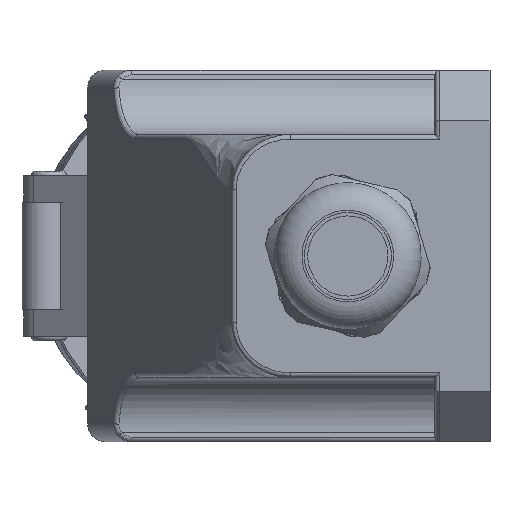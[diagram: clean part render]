
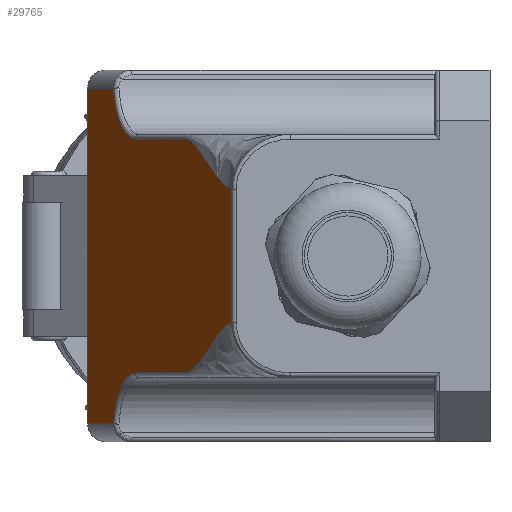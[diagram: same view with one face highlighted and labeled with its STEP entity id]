
A CAD part, left-side view. The second image highlights one B-rep face of the part: STEP entity #29765.
In plain terms, the highlighted planar face has unit normal (-0.369, 0.929, 0).
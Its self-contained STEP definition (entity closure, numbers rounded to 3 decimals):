
#1836 = CARTESIAN_POINT ( 'NONE',  ( 53.638, 77.313, -25.5 ) ) ;
#1924 = VERTEX_POINT ( 'NONE', #26143 ) ;
#2041 = EDGE_CURVE ( 'NONE', #39402, #25647, #4444, .T. ) ;
#2725 = CARTESIAN_POINT ( 'NONE',  ( 64.683, 81.702, -29.867 ) ) ;
#2977 =( BOUNDED_CURVE ( )  B_SPLINE_CURVE ( 3, ( #29758, #40065, #9302, #6607 ),
 .UNSPECIFIED., .F., .F. ) 
 B_SPLINE_CURVE_WITH_KNOTS ( ( 4, 4 ),
 ( 4.712, 6.129 ),
 .UNSPECIFIED. ) 
 CURVE ( )  GEOMETRIC_REPRESENTATION_ITEM ( )  RATIONAL_B_SPLINE_CURVE ( ( 1., 0.84, 0.84, 1. ) ) 
 REPRESENTATION_ITEM ( '' )  );
#4118 = ORIENTED_EDGE ( 'NONE', *, *, #2041, .T. ) ;
#4444 =( BOUNDED_CURVE ( )  B_SPLINE_CURVE ( 3, ( #11956, #2725, #44047, #36447 ),
 .UNSPECIFIED., .F., .F. ) 
 B_SPLINE_CURVE_WITH_KNOTS ( ( 4, 4 ),
 ( 3.296, 4.712 ),
 .UNSPECIFIED. ) 
 CURVE ( )  GEOMETRIC_REPRESENTATION_ITEM ( )  RATIONAL_B_SPLINE_CURVE ( ( 1., 0.84, 0.84, 1. ) ) 
 REPRESENTATION_ITEM ( '' )  );
#4508 = EDGE_CURVE ( 'NONE', #28686, #24621, #16915, .T. ) ;
#5079 = EDGE_CURVE ( 'NONE', #1924, #8178, #2977, .T. ) ;
#6132 = DIRECTION ( 'NONE',  ( 0., 0., -1. ) ) ;
#6444 = EDGE_CURVE ( 'NONE', #9170, #27458, #36887, .T. ) ;
#6607 = CARTESIAN_POINT ( 'NONE',  ( 65.649, 82.085, 36.5 ) ) ;
#6789 = ORIENTED_EDGE ( 'NONE', *, *, #27780, .T. ) ;
#7170 = CARTESIAN_POINT ( 'NONE',  ( 0.631, 56.251, -14.518 ) ) ;
#8077 = CARTESIAN_POINT ( 'NONE',  ( 0., 56., 40.5 ) ) ;
#8178 = VERTEX_POINT ( 'NONE', #21177 ) ;
#9170 = VERTEX_POINT ( 'NONE', #34064 ) ;
#9302 = CARTESIAN_POINT ( 'NONE',  ( 64.683, 81.702, 29.867 ) ) ;
#9507 = CARTESIAN_POINT ( 'NONE',  ( 65.649, 82.085, -36.5 ) ) ;
#9687 = VECTOR ( 'NONE', #34217, 1000. ) ;
#10443 = VECTOR ( 'NONE', #6132, 1000. ) ;
#11956 = CARTESIAN_POINT ( 'NONE',  ( 65.649, 82.085, -36.5 ) ) ;
#12147 = CARTESIAN_POINT ( 'NONE',  ( 18.09, 63.188, -25.5 ) ) ;
#13439 = CARTESIAN_POINT ( 'NONE',  ( 53.638, 77.313, -25.5 ) ) ;
#13509 = EDGE_LOOP ( 'NONE', ( #17944, #15842, #23693, #30268, #23078, #17887, #6789, #4118 ) ) ;
#13613 = EDGE_CURVE ( 'NONE', #24621, #1924, #32570, .T. ) ;
#15122 = VECTOR ( 'NONE', #33094, 1000. ) ;
#15842 = ORIENTED_EDGE ( 'NONE', *, *, #4508, .T. ) ;
#16915 = LINE ( 'NONE', #40935, #9687 ) ;
#17887 = ORIENTED_EDGE ( 'NONE', *, *, #6444, .T. ) ;
#17944 = ORIENTED_EDGE ( 'NONE', *, *, #34391, .T. ) ;
#17949 = PLANE ( 'NONE',  #37693 ) ;
#18834 = CARTESIAN_POINT ( 'NONE',  ( 9.36, 59.719, 15.011 ) ) ;
#19388 = CARTESIAN_POINT ( 'NONE',  ( 0., 56., 36.5 ) ) ;
#20455 = CARTESIAN_POINT ( 'NONE',  ( 79.922, 87.757, 40.5 ) ) ;
#21177 = CARTESIAN_POINT ( 'NONE',  ( 65.649, 82.085, 36.5 ) ) ;
#22206 = CARTESIAN_POINT ( 'NONE',  ( 0.631, 56.251, 14.518 ) ) ;
#22668 = VECTOR ( 'NONE', #22753, 1000. ) ;
#22753 = DIRECTION ( 'NONE',  ( -0.929, -0.369, 0. ) ) ;
#23078 = ORIENTED_EDGE ( 'NONE', *, *, #41903, .T. ) ;
#23693 = ORIENTED_EDGE ( 'NONE', *, *, #13613, .T. ) ;
#24621 = VERTEX_POINT ( 'NONE', #34790 ) ;
#25599 = B_SPLINE_CURVE_WITH_KNOTS ( 'NONE', 3,
 ( #1836, #36219, #39568, #29483, #12147, #32193, #31987 ),
 .UNSPECIFIED., .F., .F.,
 ( 4, 3, 4 ),
 ( -0.13, -0.101, -0.073 ),
 .UNSPECIFIED. ) ;
#25647 = VERTEX_POINT ( 'NONE', #13439 ) ;
#26143 = CARTESIAN_POINT ( 'NONE',  ( 53.638, 77.313, 25.5 ) ) ;
#27458 = VERTEX_POINT ( 'NONE', #41716 ) ;
#27780 = EDGE_CURVE ( 'NONE', #27458, #39402, #36235, .T. ) ;
#28686 = VERTEX_POINT ( 'NONE', #7170 ) ;
#29417 = CARTESIAN_POINT ( 'NONE',  ( 26.819, 66.657, 25.5 ) ) ;
#29483 = CARTESIAN_POINT ( 'NONE',  ( 26.819, 66.657, -25.5 ) ) ;
#29758 = CARTESIAN_POINT ( 'NONE',  ( 53.638, 77.313, 25.5 ) ) ;
#29765 = ADVANCED_FACE ( 'NONE', ( #30973 ), #17949, .F. ) ;
#30268 = ORIENTED_EDGE ( 'NONE', *, *, #5079, .T. ) ;
#30973 = FACE_OUTER_BOUND ( 'NONE', #13509, .T. ) ;
#31987 = CARTESIAN_POINT ( 'NONE',  ( 0.631, 56.251, -14.518 ) ) ;
#32193 = CARTESIAN_POINT ( 'NONE',  ( 9.36, 59.719, -15.011 ) ) ;
#32570 = B_SPLINE_CURVE_WITH_KNOTS ( 'NONE', 3,
 ( #22206, #18834, #35921, #29417, #42876, #43086, #39939 ),
 .UNSPECIFIED., .F., .F.,
 ( 4, 3, 4 ),
 ( 0.001, 0.029, 0.058 ),
 .UNSPECIFIED. ) ;
#32875 = CARTESIAN_POINT ( 'NONE',  ( 64.962, 81.812, -36.5 ) ) ;
#33094 = DIRECTION ( 'NONE',  ( 0.929, 0.369, 0. ) ) ;
#34064 = CARTESIAN_POINT ( 'NONE',  ( 79.922, 87.757, 36.5 ) ) ;
#34217 = DIRECTION ( 'NONE',  ( 0., 0., 1. ) ) ;
#34391 = EDGE_CURVE ( 'NONE', #25647, #28686, #25599, .T. ) ;
#34790 = CARTESIAN_POINT ( 'NONE',  ( 0.631, 56.251, 14.518 ) ) ;
#35921 = CARTESIAN_POINT ( 'NONE',  ( 18.09, 63.188, 25.5 ) ) ;
#36219 = CARTESIAN_POINT ( 'NONE',  ( 44.699, 73.761, -25.5 ) ) ;
#36235 = LINE ( 'NONE', #32875, #22668 ) ;
#36447 = CARTESIAN_POINT ( 'NONE',  ( 53.638, 77.313, -25.5 ) ) ;
#36695 = LINE ( 'NONE', #19388, #15122 ) ;
#36887 = LINE ( 'NONE', #20455, #10443 ) ;
#37693 = AXIS2_PLACEMENT_3D ( 'NONE', #8077, #42206, #38827 ) ;
#38827 = DIRECTION ( 'NONE',  ( 0.929, 0.369, 0. ) ) ;
#39402 = VERTEX_POINT ( 'NONE', #9507 ) ;
#39568 = CARTESIAN_POINT ( 'NONE',  ( 35.759, 70.209, -25.5 ) ) ;
#39939 = CARTESIAN_POINT ( 'NONE',  ( 53.638, 77.313, 25.5 ) ) ;
#40065 = CARTESIAN_POINT ( 'NONE',  ( 59.915, 79.807, 25.5 ) ) ;
#40935 = CARTESIAN_POINT ( 'NONE',  ( 0.631, 56.251, 40.5 ) ) ;
#41716 = CARTESIAN_POINT ( 'NONE',  ( 79.922, 87.757, -36.5 ) ) ;
#41903 = EDGE_CURVE ( 'NONE', #8178, #9170, #36695, .T. ) ;
#42206 = DIRECTION ( 'NONE',  ( 0.369, -0.929, 0. ) ) ;
#42876 = CARTESIAN_POINT ( 'NONE',  ( 35.759, 70.209, 25.5 ) ) ;
#43086 = CARTESIAN_POINT ( 'NONE',  ( 44.699, 73.761, 25.5 ) ) ;
#44047 = CARTESIAN_POINT ( 'NONE',  ( 59.915, 79.807, -25.5 ) ) ;
